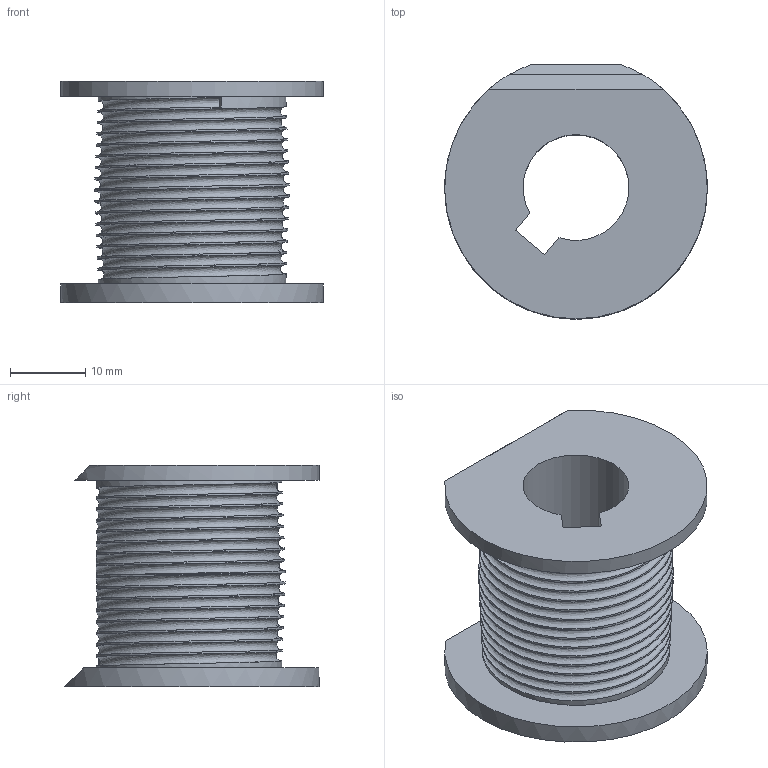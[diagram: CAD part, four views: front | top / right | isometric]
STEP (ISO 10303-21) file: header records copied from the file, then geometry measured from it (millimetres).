
FILE_DESCRIPTION(/* description */ ('','CAx-IF Rec.Pracs.---Representation and Presentation of Product Manufacturing Information (PMI)---4.0---2014-10-13'),/* implementation_level */ '2;1');
FILE_NAME(/* name */ 'CapstanPulley60AIM25.step',/* time_stamp */ '2025-07-14T13:52:44+02:00',/* author */ (''),/* organization */ (''),/* preprocessor_version */ 'ST-DEVELOPER v20',/* originating_system */ 'Autodesk Translation Framework v13.20.0.188',/* authorisation */ '');
FILE_SCHEMA (('AP242_MANAGED_MODEL_BASED_3D_ENGINEERING_MIM_LF { 1 0 10303 442 1 1 4 }'));
Length unit declared in the file: millimetre
Products named in the file (1): CapstanPulley60AIM25
Bounding box: 35 x 33.91 x 29.5 mm (x, y, z)
Volume: 10845.1 mm3; surface area: 7575.5 mm2
Topology: 1 solids, 1 shells, 54 faces, 151 edges, 101 vertices
Faces by surface type: plane 30, cone 17, cylinder 4, bspline 2, torus 1
Entity records: 15222 total; most frequent: CARTESIAN_POINT 14028, ORIENTED_EDGE 302, DIRECTION 168, EDGE_CURVE 151, VERTEX_POINT 101, B_SPLINE_CURVE_WITH_KNOTS 76, AXIS2_PLACEMENT_3D 74, EDGE_LOOP 58
